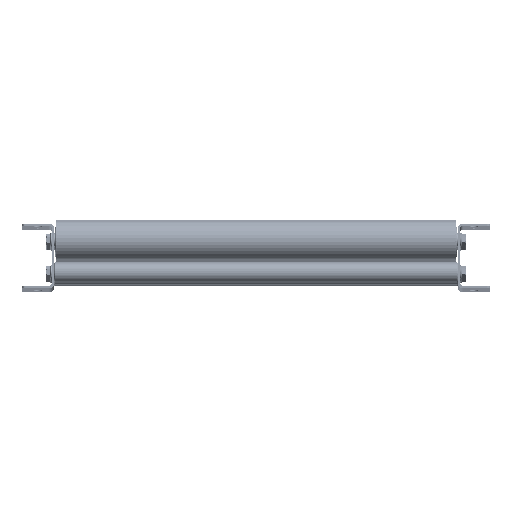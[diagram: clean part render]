
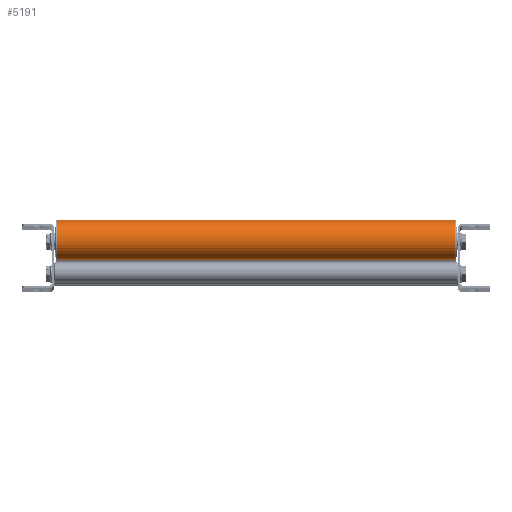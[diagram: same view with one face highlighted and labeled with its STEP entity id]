
A CAD part, top view. The second image highlights one B-rep face of the part: STEP entity #5191.
In plain terms, the highlighted cylindrical face has radius 25 mm (diameter 50 mm), a full revolution.
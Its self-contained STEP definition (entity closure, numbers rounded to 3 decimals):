
#1302 = AXIS2_PLACEMENT_3D ( 'NONE', #20122, #19769, #16391 ) ;
#1742 = CARTESIAN_POINT ( 'NONE',  ( 0., 0., -25. ) ) ;
#3676 = AXIS2_PLACEMENT_3D ( 'NONE', #7482, #5777, #16542 ) ;
#4157 = VERTEX_POINT ( 'NONE', #20828 ) ;
#5191 = ADVANCED_FACE ( 'Fl�che1', ( #22350, #9293 ), #7830, .T. ) ;
#5777 = DIRECTION ( 'NONE',  ( -1., 0., 0. ) ) ;
#6080 = DIRECTION ( 'NONE',  ( 0., 0., -1. ) ) ;
#7326 = VERTEX_POINT ( 'NONE', #1742 ) ;
#7482 = CARTESIAN_POINT ( 'NONE',  ( 492.6, 0., 0. ) ) ;
#7695 = ORIENTED_EDGE ( 'NONE', *, *, #12103, .F. ) ;
#7830 = CYLINDRICAL_SURFACE ( 'NONE', #3676, 25. ) ;
#9075 = CIRCLE ( 'NONE', #14457, 25. ) ;
#9293 = FACE_OUTER_BOUND ( 'NONE', #15761, .T. ) ;
#9949 = DIRECTION ( 'NONE',  ( 1., 0., 0. ) ) ;
#11440 = EDGE_CURVE ( 'NONE', #7326, #7326, #9075, .T. ) ;
#12103 = EDGE_CURVE ( 'NONE', #4157, #4157, #20236, .T. ) ;
#13863 = ORIENTED_EDGE ( 'NONE', *, *, #11440, .T. ) ;
#14457 = AXIS2_PLACEMENT_3D ( 'NONE', #20929, #9949, #6080 ) ;
#15761 = EDGE_LOOP ( 'NONE', ( #13863 ) ) ;
#16117 = EDGE_LOOP ( 'NONE', ( #7695 ) ) ;
#16391 = DIRECTION ( 'NONE',  ( 0., 0., -1. ) ) ;
#16542 = DIRECTION ( 'NONE',  ( 0., 0., 1. ) ) ;
#19769 = DIRECTION ( 'NONE',  ( 1., 0., 0. ) ) ;
#20122 = CARTESIAN_POINT ( 'NONE',  ( 492.6, 0., 0. ) ) ;
#20236 = CIRCLE ( 'NONE', #1302, 25. ) ;
#20828 = CARTESIAN_POINT ( 'NONE',  ( 492.6, 0., -25. ) ) ;
#20929 = CARTESIAN_POINT ( 'NONE',  ( 0., 0., 0. ) ) ;
#22350 = FACE_OUTER_BOUND ( 'NONE', #16117, .T. ) ;
